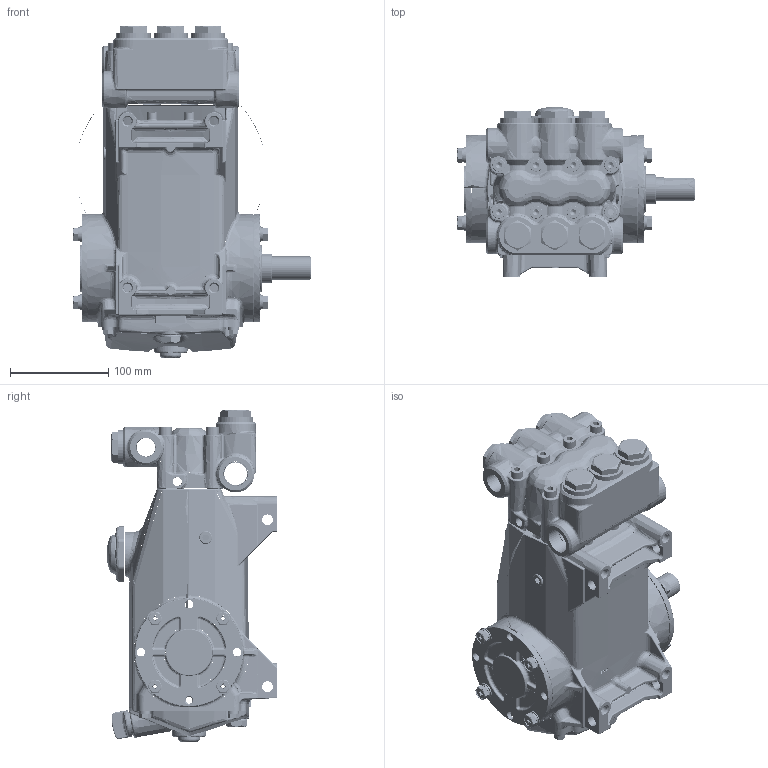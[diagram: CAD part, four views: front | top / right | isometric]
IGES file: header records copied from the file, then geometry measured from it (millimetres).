
Start section: SolidWorks IGES file using analytic representation for surfaces
Global section: file name: 7CP6171CCS.IGS; native system: SolidWorks 2023; preprocessor: SolidWorks 2023; author: SAL; date: 230824.072008; units: inch
Bounding box: 242.55 x 173.98 x 338.5 mm (x, y, z)
Surface area: 328212.7 mm2 (no closed solid volume)
Topology: 0 solids, 0 shells, 2571 faces, 36791 edges, 36668 vertices
Faces by surface type: bspline 1641, revolution 930
